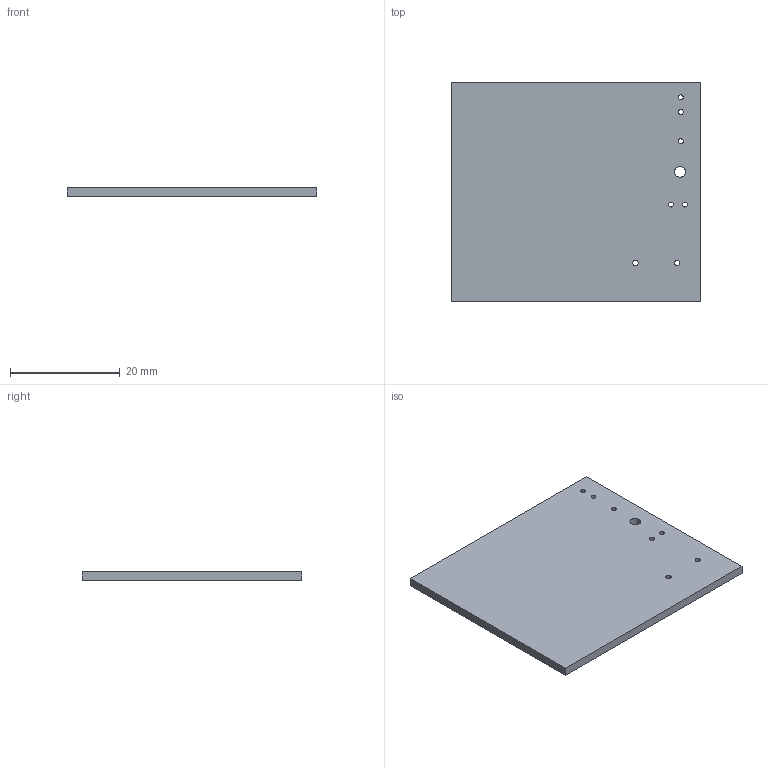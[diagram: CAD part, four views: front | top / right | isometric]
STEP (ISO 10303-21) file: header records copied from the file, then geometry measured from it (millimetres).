
FILE_DESCRIPTION(('Designed by EasyEDA Pro'),'2;1');
FILE_NAME('Open CASCADE Shape Model','2025-07-25T23:43:16',('Author'),( 'Open CASCADE'),'Open CASCADE STEP processor 7.8','Open CASCADE 7.8' ,'Unknown');
FILE_SCHEMA(('AUTOMOTIVE_DESIGN { 1 0 10303 214 1 1 1 1 }'));
Length unit declared in the file: millimetre
Products named in the file (6): EasyEDA PCB Model~axPE; Board~axPE; TopCopper~axPE; BottomCopper~axPE; TopFpcStiffener~axPE; BottomFpcStiffener~axPE
Assembly tree (5 placements, depth 2):
  EasyEDA PCB Model~axPE
    Board~axPE
    TopCopper~axPE
    BottomCopper~axPE
    TopFpcStiffener~axPE
    BottomFpcStiffener~axPE
Bounding box: 45.57 x 40.11 x 1.6 mm (x, y, z)
Volume: 2911.5 mm3; surface area: 3956.3 mm2
Topology: 1 solids, 1 shells, 22 faces, 60 edges, 40 vertices
Faces by surface type: cylinder 16, plane 6
Entity records: 1000 total; most frequent: DIRECTION 148, CARTESIAN_POINT 128, ORIENTED_EDGE 120, AXIS2_PLACEMENT_3D 60, EDGE_CURVE 60, VERTEX_POINT 40, FACE_BOUND 38, EDGE_LOOP 38
